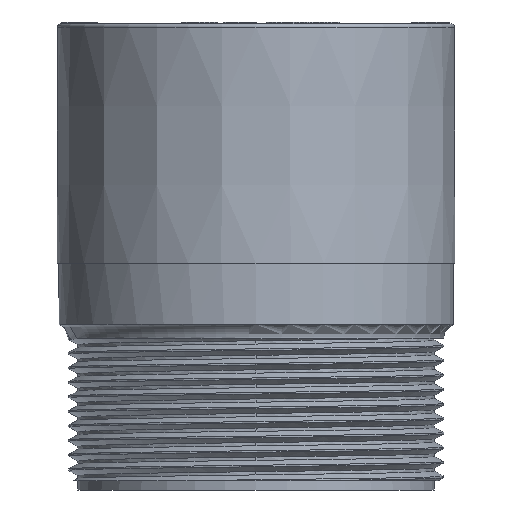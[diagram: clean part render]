
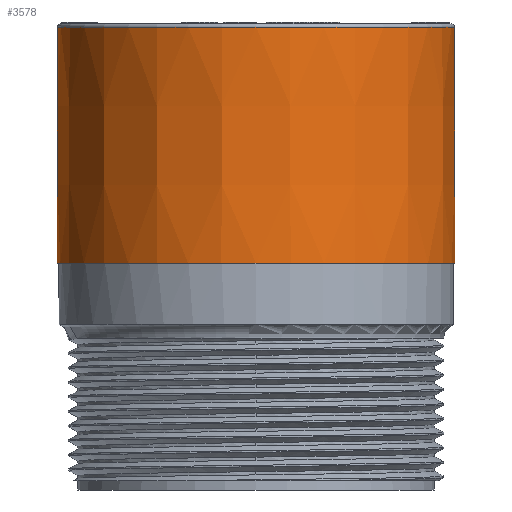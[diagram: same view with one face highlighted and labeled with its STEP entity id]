
A CAD part, left-side view. The second image highlights one B-rep face of the part: STEP entity #3578.
In plain terms, the highlighted conical face has half-angle 0.075 degrees and reference radius 31.5 mm.
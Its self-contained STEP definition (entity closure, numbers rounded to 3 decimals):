
#127=CONICAL_SURFACE('',#11075,31.5,0.075);
#3578=ADVANCED_FACE('',(#4203,#4204),#127,.T.);
#4203=FACE_BOUND('',#4272,.T.);
#4204=FACE_BOUND('',#4273,.T.);
#4272=EDGE_LOOP('',(#5343));
#4273=EDGE_LOOP('',(#5344));
#5343=ORIENTED_EDGE('',*,*,#9777,.T.);
#5344=ORIENTED_EDGE('',*,*,#9778,.F.);
#8652=VERTEX_POINT('',#18928);
#8653=VERTEX_POINT('',#18931);
#9777=EDGE_CURVE('',#8652,#8652,#11022,.T.);
#9778=EDGE_CURVE('',#8653,#8653,#11023,.T.);
#11022=CIRCLE('',#11072,31.501);
#11023=CIRCLE('',#11074,31.55);
#11072=AXIS2_PLACEMENT_3D('',#18927,#11665,#11666);
#11074=AXIS2_PLACEMENT_3D('',#18930,#11669,#11670);
#11075=AXIS2_PLACEMENT_3D('',#18932,#11671,#11672);
#11665=DIRECTION('',(0.,0.,-1.));
#11666=DIRECTION('',(0.,-1.,0.));
#11669=DIRECTION('',(0.,0.,-1.));
#11670=DIRECTION('',(0.,1.,0.));
#11671=DIRECTION('',(0.,0.,-1.));
#11672=DIRECTION('',(0.,1.,0.));
#18927=CARTESIAN_POINT('',(-57.,827.5,22.997));
#18928=CARTESIAN_POINT('',(-57.,795.999,22.997));
#18930=CARTESIAN_POINT('',(-57.,827.5,-14.504));
#18931=CARTESIAN_POINT('',(-57.,859.05,-14.504));
#18932=CARTESIAN_POINT('',(-57.,827.5,23.496));
